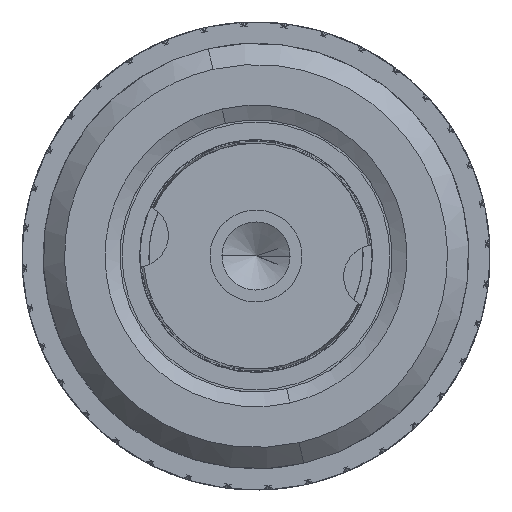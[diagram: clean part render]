
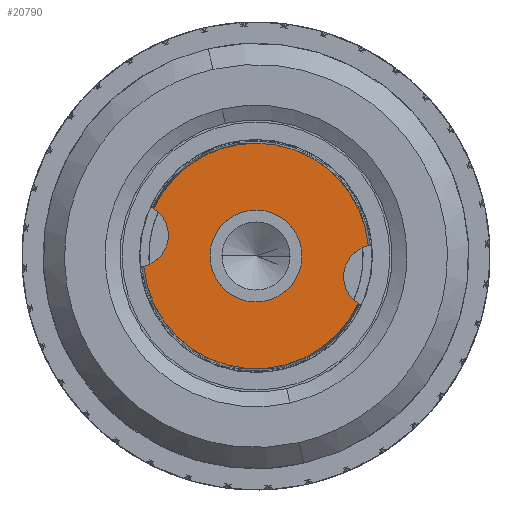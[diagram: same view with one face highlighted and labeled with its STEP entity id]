
A CAD part, left-side view. The second image highlights one B-rep face of the part: STEP entity #20790.
In plain terms, the highlighted planar face has unit normal (-1, 0, 0).
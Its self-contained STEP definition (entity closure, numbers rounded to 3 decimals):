
#928 = EDGE_CURVE ( 'NONE', #24229, #12607, #21303, .T. ) ;
#3243 = CIRCLE ( 'NONE', #9423, 1.08 ) ;
#4927 = DIRECTION ( 'NONE',  ( 0., 0., -1. ) ) ;
#5556 = AXIS2_PLACEMENT_3D ( 'NONE', #19557, #55614, #4927 ) ;
#5928 = DIRECTION ( 'NONE',  ( 0., 0., 1. ) ) ;
#5973 = DIRECTION ( 'NONE',  ( 1., 0., 0. ) ) ;
#7209 = DIRECTION ( 'NONE',  ( 0., 0., 1. ) ) ;
#7460 = CARTESIAN_POINT ( 'NONE',  ( -10.324, 0., -2.65 ) ) ;
#9375 = CARTESIAN_POINT ( 'NONE',  ( -10.324, 0., 0. ) ) ;
#9423 = AXIS2_PLACEMENT_3D ( 'NONE', #9375, #14505, #14728 ) ;
#9657 = ORIENTED_EDGE ( 'NONE', *, *, #20530, .F. ) ;
#11275 = CIRCLE ( 'NONE', #51997, 2.65 ) ;
#12607 = VERTEX_POINT ( 'NONE', #7460 ) ;
#12768 = EDGE_CURVE ( 'NONE', #24229, #34758, #40929, .T. ) ;
#14505 = DIRECTION ( 'NONE',  ( 1., 0., 0. ) ) ;
#14728 = DIRECTION ( 'NONE',  ( 0., 0., -1. ) ) ;
#15244 = ORIENTED_EDGE ( 'NONE', *, *, #56844, .F. ) ;
#16980 = CARTESIAN_POINT ( 'NONE',  ( -10.324, 0., 0. ) ) ;
#17205 = DIRECTION ( 'NONE',  ( 1., 0., 0. ) ) ;
#19557 = CARTESIAN_POINT ( 'NONE',  ( -10.324, -2.85, 0. ) ) ;
#19861 = DIRECTION ( 'NONE',  ( 0., 0., 1. ) ) ;
#19867 = CIRCLE ( 'NONE', #34950, 2.65 ) ;
#20155 = CARTESIAN_POINT ( 'NONE',  ( -10.324, -2.558, -0.691 ) ) ;
#20530 = EDGE_CURVE ( 'NONE', #58232, #34758, #19867, .T. ) ;
#20790 = ADVANCED_FACE ( 'NONE', ( #35086, #58351 ), #21415, .T. ) ;
#21303 = CIRCLE ( 'NONE', #40934, 2.65 ) ;
#21415 = PLANE ( 'NONE',  #33672 ) ;
#22161 = VERTEX_POINT ( 'NONE', #59691 ) ;
#22703 = CARTESIAN_POINT ( 'NONE',  ( -10.324, 0., 0. ) ) ;
#24229 = VERTEX_POINT ( 'NONE', #20155 ) ;
#25693 = VERTEX_POINT ( 'NONE', #55660 ) ;
#31339 = CARTESIAN_POINT ( 'NONE',  ( -10.324, 2.558, 0.691 ) ) ;
#32453 = DIRECTION ( 'NONE',  ( 0., 0., 1. ) ) ;
#33656 = DIRECTION ( 'NONE',  ( 1., 0., 0. ) ) ;
#33672 = AXIS2_PLACEMENT_3D ( 'NONE', #57695, #56816, #5928 ) ;
#34704 = CIRCLE ( 'NONE', #52457, 0.75 ) ;
#34758 = VERTEX_POINT ( 'NONE', #53552 ) ;
#34950 = AXIS2_PLACEMENT_3D ( 'NONE', #22703, #33656, #7209 ) ;
#35086 = FACE_BOUND ( 'NONE', #50967, .T. ) ;
#36097 = DIRECTION ( 'NONE',  ( 0., 0., -1. ) ) ;
#36278 = CIRCLE ( 'NONE', #44906, 1.08 ) ;
#39554 = ORIENTED_EDGE ( 'NONE', *, *, #57626, .T. ) ;
#40929 = CIRCLE ( 'NONE', #5556, 0.75 ) ;
#40934 = AXIS2_PLACEMENT_3D ( 'NONE', #51524, #5973, #32453 ) ;
#40977 = EDGE_CURVE ( 'NONE', #58232, #63464, #34704, .T. ) ;
#43531 = ORIENTED_EDGE ( 'NONE', *, *, #12768, .T. ) ;
#43698 = ORIENTED_EDGE ( 'NONE', *, *, #928, .F. ) ;
#44182 = EDGE_LOOP ( 'NONE', ( #43531, #9657, #53898, #15244, #43698 ) ) ;
#44906 = AXIS2_PLACEMENT_3D ( 'NONE', #16980, #17205, #52625 ) ;
#46223 = ORIENTED_EDGE ( 'NONE', *, *, #49930, .T. ) ;
#46468 = DIRECTION ( 'NONE',  ( 1., 0., 0. ) ) ;
#49930 = EDGE_CURVE ( 'NONE', #25693, #22161, #36278, .T. ) ;
#50144 = DIRECTION ( 'NONE',  ( 1., 0., 0. ) ) ;
#50567 = CARTESIAN_POINT ( 'NONE',  ( -10.324, 0., 0. ) ) ;
#50967 = EDGE_LOOP ( 'NONE', ( #39554, #46223 ) ) ;
#51524 = CARTESIAN_POINT ( 'NONE',  ( -10.324, 0., 0. ) ) ;
#51997 = AXIS2_PLACEMENT_3D ( 'NONE', #50567, #50144, #19861 ) ;
#52457 = AXIS2_PLACEMENT_3D ( 'NONE', #61207, #46468, #36097 ) ;
#52625 = DIRECTION ( 'NONE',  ( 0., 0., -1. ) ) ;
#53552 = CARTESIAN_POINT ( 'NONE',  ( -10.324, -2.558, 0.691 ) ) ;
#53854 = CARTESIAN_POINT ( 'NONE',  ( -10.324, 2.558, -0.691 ) ) ;
#53898 = ORIENTED_EDGE ( 'NONE', *, *, #40977, .T. ) ;
#55614 = DIRECTION ( 'NONE',  ( 1., 0., 0. ) ) ;
#55660 = CARTESIAN_POINT ( 'NONE',  ( -10.324, 0., 1.08 ) ) ;
#56816 = DIRECTION ( 'NONE',  ( -1., 0., 0. ) ) ;
#56844 = EDGE_CURVE ( 'NONE', #12607, #63464, #11275, .T. ) ;
#57626 = EDGE_CURVE ( 'NONE', #22161, #25693, #3243, .T. ) ;
#57695 = CARTESIAN_POINT ( 'NONE',  ( -10.324, 2.7, 0. ) ) ;
#58232 = VERTEX_POINT ( 'NONE', #31339 ) ;
#58351 = FACE_OUTER_BOUND ( 'NONE', #44182, .T. ) ;
#59691 = CARTESIAN_POINT ( 'NONE',  ( -10.324, 0., -1.08 ) ) ;
#61207 = CARTESIAN_POINT ( 'NONE',  ( -10.324, 2.85, 0. ) ) ;
#63464 = VERTEX_POINT ( 'NONE', #53854 ) ;
